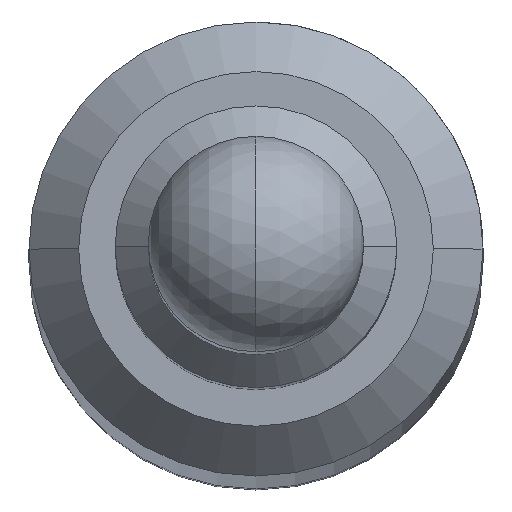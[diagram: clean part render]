
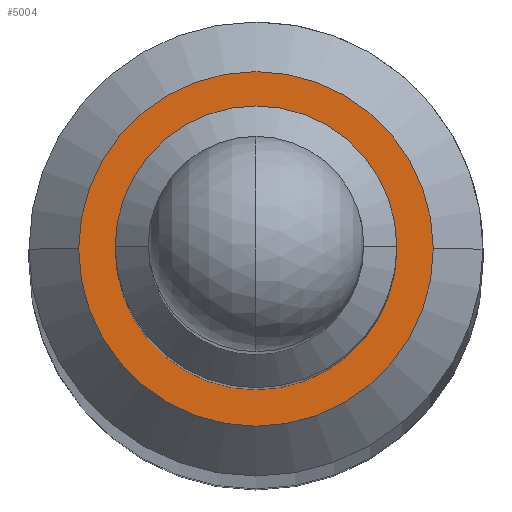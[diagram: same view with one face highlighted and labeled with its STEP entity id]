
A CAD part, top view. The second image highlights one B-rep face of the part: STEP entity #5004.
In plain terms, the highlighted planar face has unit normal (0, 0, 1).
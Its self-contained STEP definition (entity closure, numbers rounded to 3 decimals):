
#109 = VERTEX_POINT ( 'NONE', #3769 ) ;
#142 = VERTEX_POINT ( 'NONE', #3736 ) ;
#975 = CARTESIAN_POINT ( 'NONE',  ( 0., 0., 0. ) ) ;
#976 = DIRECTION ( 'NONE',  ( 0., 0., 1. ) ) ;
#977 = DIRECTION ( 'NONE',  ( 1., 0., 0. ) ) ;
#983 = CARTESIAN_POINT ( 'NONE',  ( 0., 0., 0. ) ) ;
#984 = DIRECTION ( 'NONE',  ( 0., 0., 1. ) ) ;
#985 = DIRECTION ( 'NONE',  ( 1., 0., 0. ) ) ;
#1407 = DIRECTION ( 'NONE',  ( 1., 0., 0. ) ) ;
#1408 = DIRECTION ( 'NONE',  ( 0., 0., 1. ) ) ;
#1411 = CARTESIAN_POINT ( 'NONE',  ( 0., 0., 0. ) ) ;
#1609 = EDGE_CURVE ( 'NONE', #142, #109, #4722, .T. ) ;
#1678 = EDGE_CURVE ( 'NONE', #109, #142, #4785, .T. ) ;
#1707 = AXIS2_PLACEMENT_3D ( 'NONE', #1411, #1408, #1407 ) ;
#1730 = AXIS2_PLACEMENT_3D ( 'NONE', #8588, #8587, #8586 ) ;
#1758 = AXIS2_PLACEMENT_3D ( 'NONE', #975, #976, #977 ) ;
#1759 = AXIS2_PLACEMENT_3D ( 'NONE', #983, #984, #985 ) ;
#1829 = AXIS2_PLACEMENT_3D ( 'NONE', #2470, #2471, #2472 ) ;
#2110 = VERTEX_POINT ( 'NONE', #2850 ) ;
#2122 = VERTEX_POINT ( 'NONE', #2862 ) ;
#2182 = EDGE_LOOP ( 'NONE', ( #4542, #4543 ) ) ;
#2186 = EDGE_LOOP ( 'NONE', ( #4540, #4541 ) ) ;
#2468 = PLANE ( 'NONE',  #1829 ) ;
#2470 = CARTESIAN_POINT ( 'NONE',  ( 0., 0.425, 0. ) ) ;
#2471 = DIRECTION ( 'NONE',  ( 0., 0., -1. ) ) ;
#2472 = DIRECTION ( 'NONE',  ( -1., 0., 0. ) ) ;
#2850 = CARTESIAN_POINT ( 'NONE',  ( 0.425, 0., 0. ) ) ;
#2862 = CARTESIAN_POINT ( 'NONE',  ( -0.425, 0., 0. ) ) ;
#3204 = EDGE_CURVE ( 'NONE', #2122, #2110, #6125, .T. ) ;
#3207 = EDGE_CURVE ( 'NONE', #2110, #2122, #6127, .T. ) ;
#3736 = CARTESIAN_POINT ( 'NONE',  ( 0.535, 0., 0. ) ) ;
#3769 = CARTESIAN_POINT ( 'NONE',  ( -0.535, 0., 0. ) ) ;
#4540 = ORIENTED_EDGE ( 'NONE', *, *, #3207, .F. ) ;
#4541 = ORIENTED_EDGE ( 'NONE', *, *, #3204, .F. ) ;
#4542 = ORIENTED_EDGE ( 'NONE', *, *, #1678, .T. ) ;
#4543 = ORIENTED_EDGE ( 'NONE', *, *, #1609, .T. ) ;
#4722 = CIRCLE ( 'NONE', #1707, 0.535 ) ;
#4785 = CIRCLE ( 'NONE', #1730, 0.535 ) ;
#5004 = ADVANCED_FACE ( 'NONE', ( #6289, #6294 ), #2468, .F. ) ;
#6125 = CIRCLE ( 'NONE', #1758, 0.425 ) ;
#6127 = CIRCLE ( 'NONE', #1759, 0.425 ) ;
#6289 = FACE_BOUND ( 'NONE', #2186, .T. ) ;
#6294 = FACE_OUTER_BOUND ( 'NONE', #2182, .T. ) ;
#8586 = DIRECTION ( 'NONE',  ( 1., 0., 0. ) ) ;
#8587 = DIRECTION ( 'NONE',  ( 0., 0., 1. ) ) ;
#8588 = CARTESIAN_POINT ( 'NONE',  ( 0., 0., 0. ) ) ;
